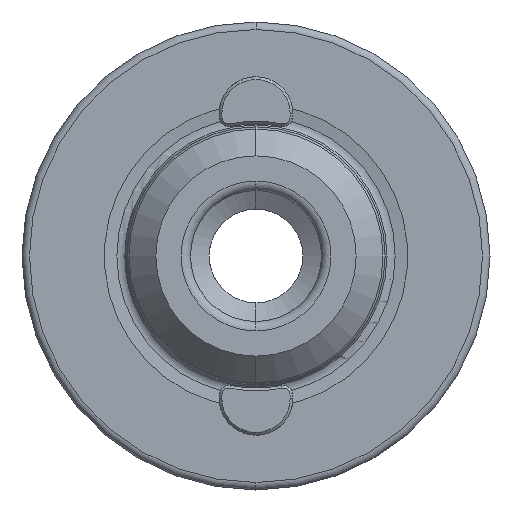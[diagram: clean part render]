
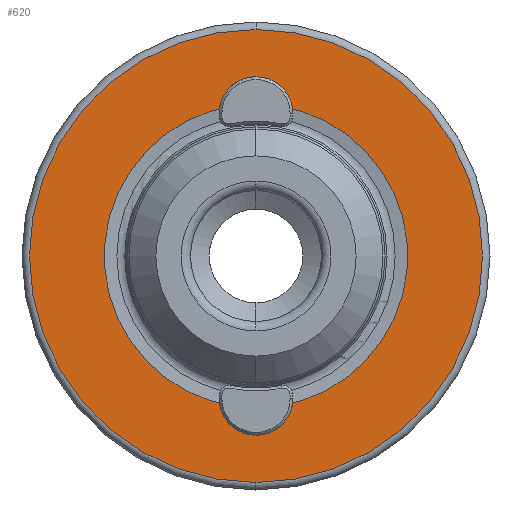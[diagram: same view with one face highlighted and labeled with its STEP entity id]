
A CAD part, left-side view. The second image highlights one B-rep face of the part: STEP entity #620.
In plain terms, the highlighted planar face has unit normal (-1, 0, 0).
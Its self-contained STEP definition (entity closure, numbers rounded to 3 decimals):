
#53 = DIRECTION ( 'NONE',  ( -1., 0., 0. ) ) ;
#62 = VERTEX_POINT ( 'NONE', #4254 ) ;
#122 = CARTESIAN_POINT ( 'NONE',  ( 0., 0., -9.475 ) ) ;
#203 = AXIS2_PLACEMENT_3D ( 'NONE', #1748, #322, #1036 ) ;
#322 = DIRECTION ( 'NONE',  ( -1., 0., 0. ) ) ;
#411 = CARTESIAN_POINT ( 'NONE',  ( 0., 0., 8.375 ) ) ;
#417 = CIRCLE ( 'NONE', #3585, 8.103 ) ;
#449 = CARTESIAN_POINT ( 'NONE',  ( 0., 1.046, -8.036 ) ) ;
#487 = FACE_BOUND ( 'NONE', #2391, .T. ) ;
#523 = DIRECTION ( 'NONE',  ( 0., 0., 1. ) ) ;
#528 = CARTESIAN_POINT ( 'NONE',  ( 0., 0., -8.375 ) ) ;
#620 = ADVANCED_FACE ( 'NONE', ( #487, #1459 ), #2158, .F. ) ;
#783 = AXIS2_PLACEMENT_3D ( 'NONE', #1506, #1138, #3994 ) ;
#790 = DIRECTION ( 'NONE',  ( 0., 0., 1. ) ) ;
#816 = CARTESIAN_POINT ( 'NONE',  ( 0., 1.046, 8.036 ) ) ;
#886 = DIRECTION ( 'NONE',  ( 0., 0., 1. ) ) ;
#994 = AXIS2_PLACEMENT_3D ( 'NONE', #528, #3034, #886 ) ;
#1036 = DIRECTION ( 'NONE',  ( 0., 0., 1. ) ) ;
#1138 = DIRECTION ( 'NONE',  ( -1., 0., 0. ) ) ;
#1170 = DIRECTION ( 'NONE',  ( -1., 0., 0. ) ) ;
#1175 = EDGE_CURVE ( 'NONE', #3137, #62, #2898, .T. ) ;
#1257 = CARTESIAN_POINT ( 'NONE',  ( 0., 0., -8.103 ) ) ;
#1402 = ORIENTED_EDGE ( 'NONE', *, *, #3832, .F. ) ;
#1430 = ORIENTED_EDGE ( 'NONE', *, *, #2201, .T. ) ;
#1444 = EDGE_CURVE ( 'NONE', #4246, #4357, #3568, .T. ) ;
#1459 = FACE_OUTER_BOUND ( 'NONE', #4552, .T. ) ;
#1484 = CARTESIAN_POINT ( 'NONE',  ( 0., -1.046, -8.036 ) ) ;
#1506 = CARTESIAN_POINT ( 'NONE',  ( 0., 0., -8.375 ) ) ;
#1592 = EDGE_CURVE ( 'NONE', #3617, #3612, #2156, .T. ) ;
#1737 = VERTEX_POINT ( 'NONE', #122 ) ;
#1748 = CARTESIAN_POINT ( 'NONE',  ( 0., 0., 0. ) ) ;
#1749 = EDGE_CURVE ( 'NONE', #3866, #1737, #2596, .T. ) ;
#1763 = ORIENTED_EDGE ( 'NONE', *, *, #1592, .F. ) ;
#1801 = AXIS2_PLACEMENT_3D ( 'NONE', #411, #2917, #790 ) ;
#2137 = ORIENTED_EDGE ( 'NONE', *, *, #1444, .F. ) ;
#2156 = CIRCLE ( 'NONE', #4086, 1.1 ) ;
#2158 = PLANE ( 'NONE',  #2347 ) ;
#2177 = DIRECTION ( 'NONE',  ( 0., 0., -1. ) ) ;
#2182 = CARTESIAN_POINT ( 'NONE',  ( 0., 0., 0. ) ) ;
#2201 = EDGE_CURVE ( 'NONE', #62, #3137, #2592, .T. ) ;
#2220 = ORIENTED_EDGE ( 'NONE', *, *, #2690, .F. ) ;
#2229 = CARTESIAN_POINT ( 'NONE',  ( 0., 0., 0. ) ) ;
#2237 = CARTESIAN_POINT ( 'NONE',  ( 0., 0., 0. ) ) ;
#2347 = AXIS2_PLACEMENT_3D ( 'NONE', #1257, #4139, #2177 ) ;
#2361 = CIRCLE ( 'NONE', #994, 1.1 ) ;
#2378 = ORIENTED_EDGE ( 'NONE', *, *, #1175, .T. ) ;
#2391 = EDGE_LOOP ( 'NONE', ( #2220, #1763, #1402, #2137, #3313, #4485 ) ) ;
#2578 = DIRECTION ( 'NONE',  ( 0., 0., 1. ) ) ;
#2592 = CIRCLE ( 'NONE', #3695, 12.1 ) ;
#2596 = CIRCLE ( 'NONE', #783, 1.1 ) ;
#2611 = DIRECTION ( 'NONE',  ( 0., 0., 1. ) ) ;
#2690 = EDGE_CURVE ( 'NONE', #3612, #3866, #417, .T. ) ;
#2898 = CIRCLE ( 'NONE', #3052, 12.1 ) ;
#2917 = DIRECTION ( 'NONE',  ( -1., 0., 0. ) ) ;
#3034 = DIRECTION ( 'NONE',  ( -1., 0., 0. ) ) ;
#3052 = AXIS2_PLACEMENT_3D ( 'NONE', #2182, #1170, #3635 ) ;
#3137 = VERTEX_POINT ( 'NONE', #4499 ) ;
#3160 = CIRCLE ( 'NONE', #1801, 1.1 ) ;
#3306 = CARTESIAN_POINT ( 'NONE',  ( 0., -1.046, 8.036 ) ) ;
#3313 = ORIENTED_EDGE ( 'NONE', *, *, #3930, .F. ) ;
#3334 = DIRECTION ( 'NONE',  ( -1., 0., 0. ) ) ;
#3568 = CIRCLE ( 'NONE', #203, 8.103 ) ;
#3585 = AXIS2_PLACEMENT_3D ( 'NONE', #2229, #53, #2578 ) ;
#3612 = VERTEX_POINT ( 'NONE', #816 ) ;
#3617 = VERTEX_POINT ( 'NONE', #3654 ) ;
#3635 = DIRECTION ( 'NONE',  ( 0., 0., 1. ) ) ;
#3652 = CARTESIAN_POINT ( 'NONE',  ( 0., 0., 8.375 ) ) ;
#3654 = CARTESIAN_POINT ( 'NONE',  ( 0., 0., 9.475 ) ) ;
#3695 = AXIS2_PLACEMENT_3D ( 'NONE', #2237, #3334, #523 ) ;
#3832 = EDGE_CURVE ( 'NONE', #4357, #3617, #3160, .T. ) ;
#3866 = VERTEX_POINT ( 'NONE', #449 ) ;
#3930 = EDGE_CURVE ( 'NONE', #1737, #4246, #2361, .T. ) ;
#3994 = DIRECTION ( 'NONE',  ( 0., 0., 1. ) ) ;
#4007 = DIRECTION ( 'NONE',  ( -1., 0., 0. ) ) ;
#4086 = AXIS2_PLACEMENT_3D ( 'NONE', #3652, #4007, #2611 ) ;
#4139 = DIRECTION ( 'NONE',  ( 1., 0., 0. ) ) ;
#4246 = VERTEX_POINT ( 'NONE', #1484 ) ;
#4254 = CARTESIAN_POINT ( 'NONE',  ( 0., 0., 12.1 ) ) ;
#4357 = VERTEX_POINT ( 'NONE', #3306 ) ;
#4485 = ORIENTED_EDGE ( 'NONE', *, *, #1749, .F. ) ;
#4499 = CARTESIAN_POINT ( 'NONE',  ( 0., 0., -12.1 ) ) ;
#4552 = EDGE_LOOP ( 'NONE', ( #1430, #2378 ) ) ;
